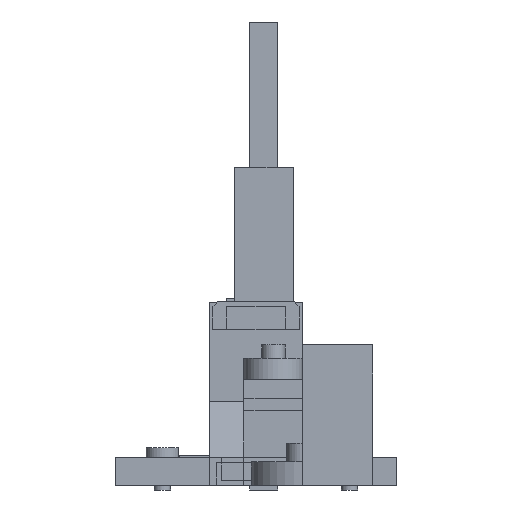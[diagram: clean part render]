
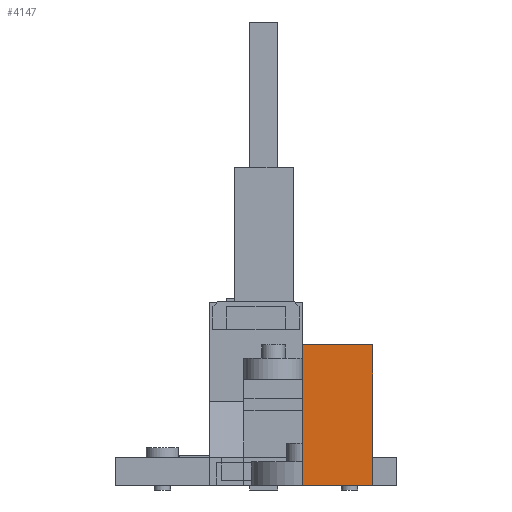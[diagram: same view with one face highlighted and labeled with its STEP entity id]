
A CAD part, left-side view. The second image highlights one B-rep face of the part: STEP entity #4147.
In plain terms, the highlighted planar face has unit normal (-1, 0, 0).
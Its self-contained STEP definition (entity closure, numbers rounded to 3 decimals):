
#4147 = ADVANCED_FACE('',(#4148),#4182,.F.);
#4148 = FACE_BOUND('',#4149,.F.);
#4149 = EDGE_LOOP('',(#4150,#4160,#4168,#4176));
#4150 = ORIENTED_EDGE('',*,*,#4151,.F.);
#4151 = EDGE_CURVE('',#4152,#4154,#4156,.T.);
#4152 = VERTEX_POINT('',#4153);
#4153 = CARTESIAN_POINT('',(0.,0.,0.));
#4154 = VERTEX_POINT('',#4155);
#4155 = CARTESIAN_POINT('',(0.,0.,30.));
#4156 = LINE('',#4157,#4158);
#4157 = CARTESIAN_POINT('',(0.,0.,0.));
#4158 = VECTOR('',#4159,1.);
#4159 = DIRECTION('',(0.,0.,1.));
#4160 = ORIENTED_EDGE('',*,*,#4161,.T.);
#4161 = EDGE_CURVE('',#4152,#4162,#4164,.T.);
#4162 = VERTEX_POINT('',#4163);
#4163 = CARTESIAN_POINT('',(0.,15.,0.));
#4164 = LINE('',#4165,#4166);
#4165 = CARTESIAN_POINT('',(0.,0.,0.));
#4166 = VECTOR('',#4167,1.);
#4167 = DIRECTION('',(-0.,1.,0.));
#4168 = ORIENTED_EDGE('',*,*,#4169,.T.);
#4169 = EDGE_CURVE('',#4162,#4170,#4172,.T.);
#4170 = VERTEX_POINT('',#4171);
#4171 = CARTESIAN_POINT('',(0.,15.,30.));
#4172 = LINE('',#4173,#4174);
#4173 = CARTESIAN_POINT('',(0.,15.,0.));
#4174 = VECTOR('',#4175,1.);
#4175 = DIRECTION('',(0.,0.,1.));
#4176 = ORIENTED_EDGE('',*,*,#4177,.F.);
#4177 = EDGE_CURVE('',#4154,#4170,#4178,.T.);
#4178 = LINE('',#4179,#4180);
#4179 = CARTESIAN_POINT('',(0.,0.,30.));
#4180 = VECTOR('',#4181,1.);
#4181 = DIRECTION('',(-0.,1.,0.));
#4182 = PLANE('',#4183);
#4183 = AXIS2_PLACEMENT_3D('',#4184,#4185,#4186);
#4184 = CARTESIAN_POINT('',(0.,0.,0.));
#4185 = DIRECTION('',(1.,0.,-0.));
#4186 = DIRECTION('',(0.,0.,1.));
